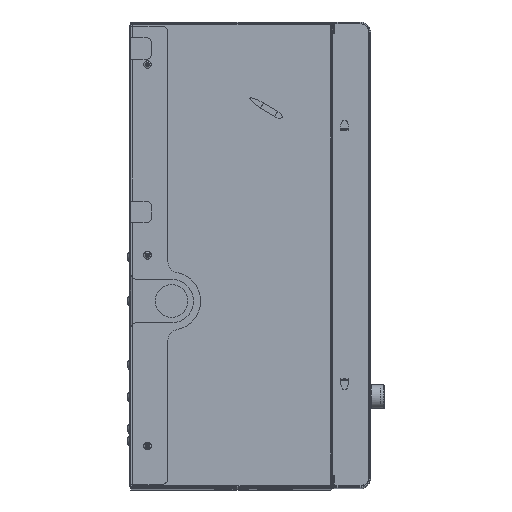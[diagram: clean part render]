
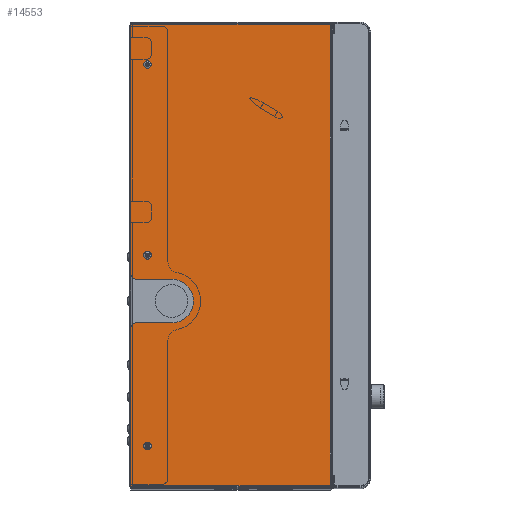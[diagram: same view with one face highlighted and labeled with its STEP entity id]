
A CAD part, top view. The second image highlights one B-rep face of the part: STEP entity #14553.
In plain terms, the highlighted planar face has unit normal (0, 0, 1).
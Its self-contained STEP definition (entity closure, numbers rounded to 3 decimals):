
#14553=ADVANCED_FACE('',(#34766,#34768,#34770,#34772),#34774,.T.);
#34766=FACE_BOUND('',#34767,.T.);
#34767=EDGE_LOOP('',(#48701,#48702,#48703,#48704,#48705,#48706,#48707,#48708,#48709,
#48710,#48711,#48712,#48713,#48714));
#34768=FACE_BOUND('',#34769,.T.);
#34769=EDGE_LOOP('',(#48715));
#34770=FACE_BOUND('',#34771,.T.);
#34771=EDGE_LOOP('',(#48716));
#34772=FACE_BOUND('',#34773,.T.);
#34773=EDGE_LOOP('',(#48717));
#34774=PLANE('',#34775);
#34775=AXIS2_PLACEMENT_3D('',#34776,#34777,#34778);
#34776=CARTESIAN_POINT('',(1.,8.,375.));
#34777=DIRECTION('',(0.,0.,1.));
#34778=DIRECTION('',(-1.,0.,0.));
#48701=ORIENTED_EDGE('',*,*,#55919,.T.);
#48702=ORIENTED_EDGE('',*,*,#55642,.T.);
#48703=ORIENTED_EDGE('',*,*,#55319,.T.);
#48704=ORIENTED_EDGE('',*,*,#55029,.T.);
#48705=ORIENTED_EDGE('',*,*,#55920,.T.);
#48706=ORIENTED_EDGE('',*,*,#55921,.T.);
#48707=ORIENTED_EDGE('',*,*,#55922,.T.);
#48708=ORIENTED_EDGE('',*,*,#55057,.T.);
#48709=ORIENTED_EDGE('',*,*,#55126,.T.);
#48710=ORIENTED_EDGE('',*,*,#55128,.T.);
#48711=ORIENTED_EDGE('',*,*,#55923,.T.);
#48712=ORIENTED_EDGE('',*,*,#55924,.T.);
#48713=ORIENTED_EDGE('',*,*,#55925,.T.);
#48714=ORIENTED_EDGE('',*,*,#55926,.T.);
#48715=ORIENTED_EDGE('',*,*,#55927,.F.);
#48716=ORIENTED_EDGE('',*,*,#55928,.F.);
#48717=ORIENTED_EDGE('',*,*,#55929,.F.);
#55029=EDGE_CURVE('',#63458,#63456,#63459,.T.);
#55057=EDGE_CURVE('',#63501,#63498,#63502,.T.);
#55126=EDGE_CURVE('',#63498,#61735,#63612,.T.);
#55128=EDGE_CURVE('',#61735,#63614,#63616,.T.);
#55319=EDGE_CURVE('',#62591,#63458,#63903,.T.);
#55642=EDGE_CURVE('',#64224,#62591,#64228,.T.);
#55919=EDGE_CURVE('',#64740,#64224,#64741,.F.);
#55920=EDGE_CURVE('',#63456,#64742,#64743,.T.);
#55921=EDGE_CURVE('',#64742,#64744,#64745,.T.);
#55922=EDGE_CURVE('',#64744,#63501,#64746,.T.);
#55923=EDGE_CURVE('',#63614,#64747,#64748,.F.);
#55924=EDGE_CURVE('',#64747,#64749,#64750,.F.);
#55925=EDGE_CURVE('',#64749,#64751,#64752,.F.);
#55926=EDGE_CURVE('',#64751,#64740,#64753,.F.);
#55927=EDGE_CURVE('',#64754,#64754,#64755,.F.);
#55928=EDGE_CURVE('',#64756,#64756,#64757,.F.);
#55929=EDGE_CURVE('',#64758,#64758,#64759,.F.);
#61735=VERTEX_POINT('',#82429);
#62591=VERTEX_POINT('',#84697);
#63456=VERTEX_POINT('',#86723);
#63458=VERTEX_POINT('',#86728);
#63459=LINE('',#86729,#86730);
#63498=VERTEX_POINT('',#86866);
#63501=VERTEX_POINT('',#86887);
#63502=LINE('',#86888,#86889);
#63612=LINE('',#87398,#87399);
#63614=VERTEX_POINT('',#87402);
#63616=LINE('',#87406,#87407);
#63903=LINE('',#88277,#88278);
#64224=VERTEX_POINT('',#89240);
#64228=LINE('',#89248,#89249);
#64740=VERTEX_POINT('',#90478);
#64741=CIRCLE('',#90479,5.);
#64742=VERTEX_POINT('',#90483);
#64743=LINE('',#90484,#90485);
#64744=VERTEX_POINT('',#90487);
#64745=LINE('',#90488,#90489);
#64746=LINE('',#90491,#90492);
#64747=VERTEX_POINT('',#90494);
#64748=CIRCLE('',#90495,5.);
#64749=VERTEX_POINT('',#90499);
#64750=LINE('',#90500,#90501);
#64751=VERTEX_POINT('',#90503);
#64752=CIRCLE('',#90504,20.);
#64753=LINE('',#90508,#90509);
#64754=VERTEX_POINT('',#90511);
#64755=CIRCLE('',#90512,3.5);
#64756=VERTEX_POINT('',#90516);
#64757=CIRCLE('',#90517,3.5);
#64758=VERTEX_POINT('',#90521);
#64759=CIRCLE('',#90522,3.5);
#82429=CARTESIAN_POINT('',(1.,219.8,375.));
#84697=CARTESIAN_POINT('',(1.,-203.8,375.));
#86723=CARTESIAN_POINT('',(183.8,-121.7,375.));
#86728=CARTESIAN_POINT('',(183.8,-203.8,375.));
#86729=CARTESIAN_POINT('',(183.8,-203.8,375.));
#86730=VECTOR('',#86731,1.);
#86731=DIRECTION('',(0.,1.,0.));
#86866=CARTESIAN_POINT('',(183.8,219.8,375.));
#86887=CARTESIAN_POINT('',(183.8,137.7,375.));
#86888=CARTESIAN_POINT('',(183.8,137.7,375.));
#86889=VECTOR('',#86890,1.);
#86890=DIRECTION('',(0.,1.,0.));
#87398=CARTESIAN_POINT('',(183.8,219.8,375.));
#87399=VECTOR('',#87400,1.);
#87400=DIRECTION('',(-1.,0.,0.));
#87402=CARTESIAN_POINT('',(1.,-9.,375.));
#87406=CARTESIAN_POINT('',(1.,219.8,375.));
#87407=VECTOR('',#87408,1.);
#87408=DIRECTION('',(0.,-1.,0.));
#88277=CARTESIAN_POINT('',(1.,-203.8,375.));
#88278=VECTOR('',#88279,1.);
#88279=DIRECTION('',(1.,0.,0.));
#89240=CARTESIAN_POINT('',(1.,-59.,375.));
#89248=CARTESIAN_POINT('',(1.,-59.,375.));
#89249=VECTOR('',#89250,1.);
#89250=DIRECTION('',(0.,-1.,0.));
#90478=CARTESIAN_POINT('',(6.,-54.,375.));
#90479=AXIS2_PLACEMENT_3D('',#90480,#90481,#90482);
#90480=CARTESIAN_POINT('',(6.,-59.,375.));
#90481=DIRECTION('',(0.,0.,-1.));
#90482=DIRECTION('',(-1.,0.,0.));
#90483=CARTESIAN_POINT('',(183.8,-91.3,375.));
#90484=CARTESIAN_POINT('',(183.8,-121.7,375.));
#90485=VECTOR('',#90486,1.);
#90486=DIRECTION('',(0.,1.,0.));
#90487=CARTESIAN_POINT('',(183.8,107.3,375.));
#90488=CARTESIAN_POINT('',(183.8,-91.3,375.));
#90489=VECTOR('',#90490,1.);
#90490=DIRECTION('',(0.,1.,0.));
#90491=CARTESIAN_POINT('',(183.8,107.3,375.));
#90492=VECTOR('',#90493,1.);
#90493=DIRECTION('',(0.,1.,0.));
#90494=CARTESIAN_POINT('',(6.,-14.,375.));
#90495=AXIS2_PLACEMENT_3D('',#90496,#90497,#90498);
#90496=CARTESIAN_POINT('',(6.,-9.,375.));
#90497=DIRECTION('',(0.,0.,-1.));
#90498=DIRECTION('',(0.,-1.,0.));
#90499=CARTESIAN_POINT('',(38.4,-14.,375.));
#90500=CARTESIAN_POINT('',(38.4,-14.,375.));
#90501=VECTOR('',#90502,1.);
#90502=DIRECTION('',(-1.,0.,0.));
#90503=CARTESIAN_POINT('',(38.4,-54.,375.));
#90504=AXIS2_PLACEMENT_3D('',#90505,#90506,#90507);
#90505=CARTESIAN_POINT('',(38.4,-34.,375.));
#90506=DIRECTION('',(0.,0.,1.));
#90507=DIRECTION('',(0.,-1.,0.));
#90508=CARTESIAN_POINT('',(6.,-54.,375.));
#90509=VECTOR('',#90510,1.);
#90510=DIRECTION('',(1.,0.,0.));
#90511=CARTESIAN_POINT('',(19.75,-167.,375.));
#90512=AXIS2_PLACEMENT_3D('',#90513,#90514,#90515);
#90513=CARTESIAN_POINT('',(16.25,-167.,375.));
#90514=DIRECTION('',(0.,0.,-1.));
#90515=DIRECTION('',(1.,0.,0.));
#90516=CARTESIAN_POINT('',(19.75,8.,375.));
#90517=AXIS2_PLACEMENT_3D('',#90518,#90519,#90520);
#90518=CARTESIAN_POINT('',(16.25,8.,375.));
#90519=DIRECTION('',(0.,0.,-1.));
#90520=DIRECTION('',(1.,0.,0.));
#90521=CARTESIAN_POINT('',(19.75,183.,375.));
#90522=AXIS2_PLACEMENT_3D('',#90523,#90524,#90525);
#90523=CARTESIAN_POINT('',(16.25,183.,375.));
#90524=DIRECTION('',(0.,0.,-1.));
#90525=DIRECTION('',(1.,0.,0.));
